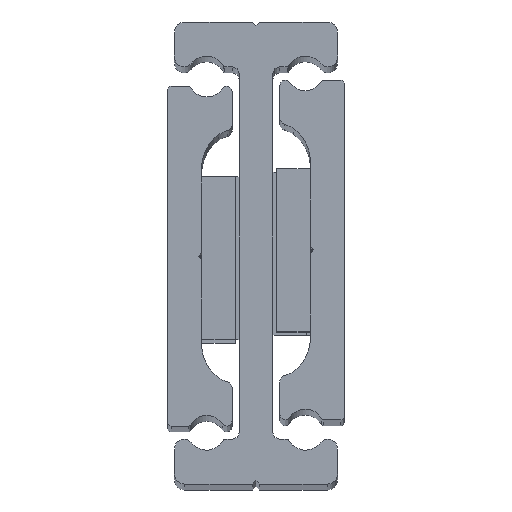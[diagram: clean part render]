
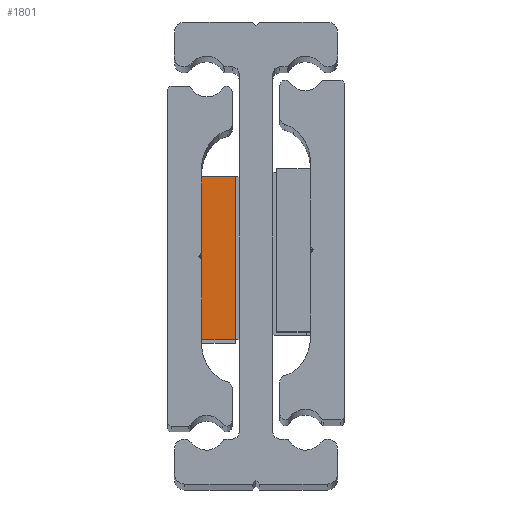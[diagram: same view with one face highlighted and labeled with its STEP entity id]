
A CAD part, top view. The second image highlights one B-rep face of the part: STEP entity #1801.
In plain terms, the highlighted planar face has unit normal (0, 0, 1).
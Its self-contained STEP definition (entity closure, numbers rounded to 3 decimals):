
#586 = CARTESIAN_POINT ( 'NONE',  ( -5., -0.5, 336.55 ) ) ;
#587 = DIRECTION ( 'NONE',  ( 0., -1., 0. ) ) ;
#630 = CARTESIAN_POINT ( 'NONE',  ( -5., 12., 336.55 ) ) ;
#631 = DIRECTION ( 'NONE',  ( 0., -1., 0. ) ) ;
#644 = CARTESIAN_POINT ( 'NONE',  ( -10., 12., 336.55 ) ) ;
#646 = CARTESIAN_POINT ( 'NONE',  ( -5., 12., 336.55 ) ) ;
#647 = DIRECTION ( 'NONE',  ( 0., -1., 0. ) ) ;
#648 = CARTESIAN_POINT ( 'NONE',  ( -37.153, -12., 336.55 ) ) ;
#649 = DIRECTION ( 'NONE',  ( 1., 0., 0. ) ) ;
#650 = CARTESIAN_POINT ( 'NONE',  ( -37.153, 12., 336.55 ) ) ;
#651 = DIRECTION ( 'NONE',  ( 0., 1., 0. ) ) ;
#653 = DIRECTION ( 'NONE',  ( 1., 0., 0. ) ) ;
#1103 = VERTEX_POINT ( 'NONE', #1442 ) ;
#1128 = CARTESIAN_POINT ( 'NONE',  ( -10., 12., 336.55 ) ) ;
#1216 = VERTEX_POINT ( 'NONE', #1335 ) ;
#1238 = VERTEX_POINT ( 'NONE', #1454 ) ;
#1285 = VERTEX_POINT ( 'NONE', #1128 ) ;
#1288 = VERTEX_POINT ( 'NONE', #1429 ) ;
#1335 = CARTESIAN_POINT ( 'NONE',  ( -5., 0.5, 336.55 ) ) ;
#1374 = CARTESIAN_POINT ( 'NONE',  ( -5., -0.5, 336.55 ) ) ;
#1429 = CARTESIAN_POINT ( 'NONE',  ( -10., -12., 336.55 ) ) ;
#1442 = CARTESIAN_POINT ( 'NONE',  ( -5., -12., 336.55 ) ) ;
#1454 = CARTESIAN_POINT ( 'NONE',  ( -5., 12., 336.55 ) ) ;
#1583 = VERTEX_POINT ( 'NONE', #1374 ) ;
#1801 = ADVANCED_FACE ( 'NONE', ( #3968 ), #2174, .T. ) ;
#2150 = DIRECTION ( 'NONE',  ( 0., -1., 0. ) ) ;
#2151 = DIRECTION ( 'NONE',  ( 0., 0., 1. ) ) ;
#2174 = PLANE ( 'NONE',  #3116 ) ;
#2175 = CARTESIAN_POINT ( 'NONE',  ( -37.153, 12., 336.55 ) ) ;
#2183 = ORIENTED_EDGE ( 'NONE', *, *, #2877, .F. ) ;
#2184 = ORIENTED_EDGE ( 'NONE', *, *, #2904, .F. ) ;
#2190 = ORIENTED_EDGE ( 'NONE', *, *, #2906, .F. ) ;
#2197 = ORIENTED_EDGE ( 'NONE', *, *, #2896, .F. ) ;
#2198 = ORIENTED_EDGE ( 'NONE', *, *, #2907, .F. ) ;
#2210 = ORIENTED_EDGE ( 'NONE', *, *, #2905, .T. ) ;
#2877 = EDGE_CURVE ( 'NONE', #1583, #1103, #3762, .T. ) ;
#2896 = EDGE_CURVE ( 'NONE', #1238, #1216, #3792, .T. ) ;
#2904 = EDGE_CURVE ( 'NONE', #1216, #1583, #3807, .T. ) ;
#2905 = EDGE_CURVE ( 'NONE', #1288, #1103, #3809, .T. ) ;
#2906 = EDGE_CURVE ( 'NONE', #1288, #1285, #3801, .T. ) ;
#2907 = EDGE_CURVE ( 'NONE', #1285, #1238, #3803, .T. ) ;
#3116 = AXIS2_PLACEMENT_3D ( 'NONE', #2175, #2151, #2150 ) ;
#3512 = EDGE_LOOP ( 'NONE', ( #2190, #2210, #2183, #2184, #2197, #2198 ) ) ;
#3762 = LINE ( 'NONE', #586, #3763 ) ;
#3763 = VECTOR ( 'NONE', #587, 1000. ) ;
#3792 = LINE ( 'NONE', #630, #3793 ) ;
#3793 = VECTOR ( 'NONE', #631, 1000. ) ;
#3801 = LINE ( 'NONE', #644, #3811 ) ;
#3803 = LINE ( 'NONE', #650, #3813 ) ;
#3807 = LINE ( 'NONE', #646, #3808 ) ;
#3808 = VECTOR ( 'NONE', #647, 1000. ) ;
#3809 = LINE ( 'NONE', #648, #3810 ) ;
#3810 = VECTOR ( 'NONE', #649, 1000. ) ;
#3811 = VECTOR ( 'NONE', #651, 1000. ) ;
#3813 = VECTOR ( 'NONE', #653, 1000. ) ;
#3968 = FACE_OUTER_BOUND ( 'NONE', #3512, .T. ) ;
